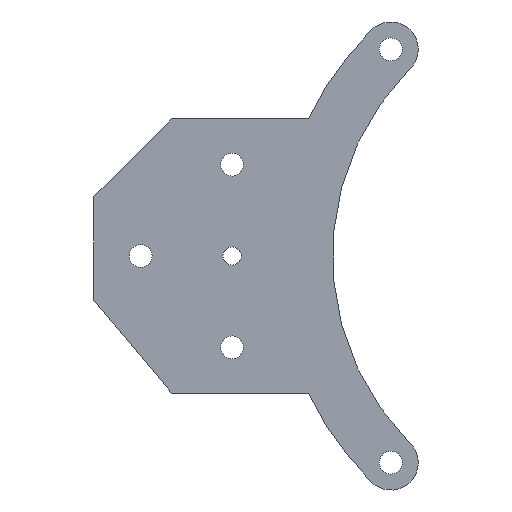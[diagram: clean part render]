
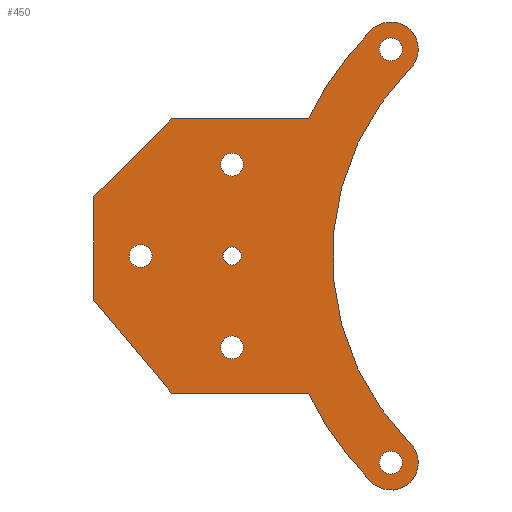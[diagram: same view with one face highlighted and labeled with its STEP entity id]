
A CAD part, left-side view. The second image highlights one B-rep face of the part: STEP entity #450.
In plain terms, the highlighted planar face has unit normal (-1, 0, 0).
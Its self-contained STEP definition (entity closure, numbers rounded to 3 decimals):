
#1=CARTESIAN_POINT('',(0.,45.255,-45.255));
#2=DIRECTION('',(-1.,0.,0.));
#3=DIRECTION('',(0.,-1.,0.));
#4=AXIS2_PLACEMENT_3D('',#1,#2,#3);
#6=CARTESIAN_POINT('',(0.,45.255,-45.255));
#7=DIRECTION('',(-1.,0.,0.));
#8=DIRECTION('',(0.,1.,0.));
#9=AXIS2_PLACEMENT_3D('',#6,#7,#8);
#11=CARTESIAN_POINT('',(0.,45.255,45.255));
#12=DIRECTION('',(-1.,0.,0.));
#13=DIRECTION('',(0.,-1.,0.));
#14=AXIS2_PLACEMENT_3D('',#11,#12,#13);
#16=CARTESIAN_POINT('',(0.,45.255,45.255));
#17=DIRECTION('',(-1.,0.,0.));
#18=DIRECTION('',(0.,1.,0.));
#19=AXIS2_PLACEMENT_3D('',#16,#17,#18);
#21=CARTESIAN_POINT('',(0.,0.,0.));
#22=DIRECTION('',(1.,0.,0.));
#23=DIRECTION('',(0.,0.707,-0.707));
#24=AXIS2_PLACEMENT_3D('',#21,#22,#23);
#26=DIRECTION('',(0.,1.,0.));
#27=VECTOR('',#26,30.);
#28=CARTESIAN_POINT('',(0.,63.246,-30.));
#29=LINE('',#28,#27);
#30=DIRECTION('',(0.,0.643,0.766));
#31=VECTOR('',#30,26.447);
#32=CARTESIAN_POINT('',(0.,93.246,-30.));
#33=LINE('',#32,#31);
#34=DIRECTION('',(0.,0.,1.));
#35=VECTOR('',#34,22.74);
#36=CARTESIAN_POINT('',(0.,110.246,-9.74));
#37=LINE('',#36,#35);
#38=DIRECTION('',(0.,-0.707,0.707));
#39=VECTOR('',#38,24.042);
#40=CARTESIAN_POINT('',(0.,110.246,13.));
#41=LINE('',#40,#39);
#42=DIRECTION('',(0.,-1.,0.));
#43=VECTOR('',#42,30.);
#44=CARTESIAN_POINT('',(0.,93.246,30.));
#45=LINE('',#44,#43);
#46=CARTESIAN_POINT('',(0.,0.,0.));
#47=DIRECTION('',(1.,0.,0.));
#48=DIRECTION('',(0.,0.904,0.429));
#49=AXIS2_PLACEMENT_3D('',#46,#47,#48);
#51=CARTESIAN_POINT('',(0.,45.255,45.255));
#52=DIRECTION('',(1.,0.,0.));
#53=DIRECTION('',(0.,0.707,0.707));
#54=AXIS2_PLACEMENT_3D('',#51,#52,#53);
#56=CARTESIAN_POINT('',(0.,0.,0.));
#57=DIRECTION('',(-1.,0.,0.));
#58=DIRECTION('',(0.,0.707,0.707));
#59=AXIS2_PLACEMENT_3D('',#56,#57,#58);
#61=CARTESIAN_POINT('',(0.,45.255,-45.255));
#62=DIRECTION('',(1.,0.,0.));
#63=DIRECTION('',(0.,-0.707,0.707));
#64=AXIS2_PLACEMENT_3D('',#61,#62,#63);
#66=CARTESIAN_POINT('',(0.,100.,0.));
#67=DIRECTION('',(1.,0.,0.));
#68=DIRECTION('',(0.,-1.,0.));
#69=AXIS2_PLACEMENT_3D('',#66,#67,#68);
#71=CARTESIAN_POINT('',(0.,100.,0.));
#72=DIRECTION('',(1.,0.,0.));
#73=DIRECTION('',(0.,1.,0.));
#74=AXIS2_PLACEMENT_3D('',#71,#72,#73);
#76=CARTESIAN_POINT('',(0.,80.,-20.));
#77=DIRECTION('',(1.,0.,0.));
#78=DIRECTION('',(0.,-1.,0.));
#79=AXIS2_PLACEMENT_3D('',#76,#77,#78);
#81=CARTESIAN_POINT('',(0.,80.,-20.));
#82=DIRECTION('',(1.,0.,0.));
#83=DIRECTION('',(0.,1.,0.));
#84=AXIS2_PLACEMENT_3D('',#81,#82,#83);
#86=CARTESIAN_POINT('',(0.,80.,20.));
#87=DIRECTION('',(1.,0.,0.));
#88=DIRECTION('',(0.,-1.,0.));
#89=AXIS2_PLACEMENT_3D('',#86,#87,#88);
#91=CARTESIAN_POINT('',(0.,80.,20.));
#92=DIRECTION('',(1.,0.,0.));
#93=DIRECTION('',(0.,1.,0.));
#94=AXIS2_PLACEMENT_3D('',#91,#92,#93);
#96=CARTESIAN_POINT('',(0.,80.,0.));
#97=DIRECTION('',(1.,0.,0.));
#98=DIRECTION('',(0.,-1.,0.));
#99=AXIS2_PLACEMENT_3D('',#96,#97,#98);
#101=CARTESIAN_POINT('',(0.,80.,0.));
#102=DIRECTION('',(1.,0.,0.));
#103=DIRECTION('',(0.,1.,0.));
#104=AXIS2_PLACEMENT_3D('',#101,#102,#103);
#299=CARTESIAN_POINT('',(0.,42.755,-45.255));
#300=CARTESIAN_POINT('',(0.,47.755,-45.255));
#301=VERTEX_POINT('',#299);
#302=VERTEX_POINT('',#300);
#303=CARTESIAN_POINT('',(0.,42.755,45.255));
#304=CARTESIAN_POINT('',(0.,47.755,45.255));
#305=VERTEX_POINT('',#303);
#306=VERTEX_POINT('',#304);
#307=CARTESIAN_POINT('',(0.,49.497,49.497));
#308=CARTESIAN_POINT('',(0.,41.012,41.012));
#309=VERTEX_POINT('',#307);
#310=VERTEX_POINT('',#308);
#311=CARTESIAN_POINT('',(0.,41.012,-41.012));
#312=VERTEX_POINT('',#311);
#313=CARTESIAN_POINT('',(0.,49.497,-49.497));
#314=VERTEX_POINT('',#313);
#331=CARTESIAN_POINT('',(0.,63.246,-30.));
#333=VERTEX_POINT('',#331);
#335=CARTESIAN_POINT('',(0.,63.246,30.));
#337=VERTEX_POINT('',#335);
#339=CARTESIAN_POINT('',(0.,93.246,-30.));
#340=VERTEX_POINT('',#339);
#341=CARTESIAN_POINT('',(0.,93.246,30.));
#342=VERTEX_POINT('',#341);
#347=CARTESIAN_POINT('',(0.,110.246,-9.74));
#348=CARTESIAN_POINT('',(0.,110.246,13.));
#349=VERTEX_POINT('',#347);
#350=VERTEX_POINT('',#348);
#355=CARTESIAN_POINT('',(0.,97.5,0.));
#356=CARTESIAN_POINT('',(0.,102.5,0.));
#357=VERTEX_POINT('',#355);
#358=VERTEX_POINT('',#356);
#359=CARTESIAN_POINT('',(0.,77.5,-20.));
#360=CARTESIAN_POINT('',(0.,82.5,-20.));
#361=VERTEX_POINT('',#359);
#362=VERTEX_POINT('',#360);
#363=CARTESIAN_POINT('',(0.,77.5,20.));
#364=CARTESIAN_POINT('',(0.,82.5,20.));
#365=VERTEX_POINT('',#363);
#366=VERTEX_POINT('',#364);
#379=CARTESIAN_POINT('',(0.,78.,0.));
#380=CARTESIAN_POINT('',(0.,82.,0.));
#381=VERTEX_POINT('',#379);
#382=VERTEX_POINT('',#380);
#387=CARTESIAN_POINT('',(0.,0.,0.));
#388=DIRECTION('',(1.,0.,0.));
#389=DIRECTION('',(0.,-1.,0.));
#390=AXIS2_PLACEMENT_3D('',#387,#388,#389);
#391=PLANE('',#390);
#393=ORIENTED_EDGE('',*,*,#392,.T.);
#395=ORIENTED_EDGE('',*,*,#394,.T.);
#397=ORIENTED_EDGE('',*,*,#396,.T.);
#399=ORIENTED_EDGE('',*,*,#398,.T.);
#401=ORIENTED_EDGE('',*,*,#400,.T.);
#403=ORIENTED_EDGE('',*,*,#402,.T.);
#405=ORIENTED_EDGE('',*,*,#404,.T.);
#407=ORIENTED_EDGE('',*,*,#406,.T.);
#409=ORIENTED_EDGE('',*,*,#408,.T.);
#411=ORIENTED_EDGE('',*,*,#410,.T.);
#412=EDGE_LOOP('',(#393,#395,#397,#399,#401,#403,#405,#407,#409,#411));
#413=FACE_OUTER_BOUND('',#412,.F.);
#415=ORIENTED_EDGE('',*,*,#414,.T.);
#417=ORIENTED_EDGE('',*,*,#416,.T.);
#418=EDGE_LOOP('',(#415,#417));
#419=FACE_BOUND('',#418,.F.);
#421=ORIENTED_EDGE('',*,*,#420,.T.);
#423=ORIENTED_EDGE('',*,*,#422,.T.);
#424=EDGE_LOOP('',(#421,#423));
#425=FACE_BOUND('',#424,.F.);
#427=ORIENTED_EDGE('',*,*,#426,.F.);
#429=ORIENTED_EDGE('',*,*,#428,.F.);
#430=EDGE_LOOP('',(#427,#429));
#431=FACE_BOUND('',#430,.F.);
#433=ORIENTED_EDGE('',*,*,#432,.F.);
#435=ORIENTED_EDGE('',*,*,#434,.F.);
#436=EDGE_LOOP('',(#433,#435));
#437=FACE_BOUND('',#436,.F.);
#439=ORIENTED_EDGE('',*,*,#438,.F.);
#441=ORIENTED_EDGE('',*,*,#440,.F.);
#442=EDGE_LOOP('',(#439,#441));
#443=FACE_BOUND('',#442,.F.);
#445=ORIENTED_EDGE('',*,*,#444,.F.);
#447=ORIENTED_EDGE('',*,*,#446,.F.);
#448=EDGE_LOOP('',(#445,#447));
#449=FACE_BOUND('',#448,.F.);
#450=ADVANCED_FACE('',(#413,#419,#425,#431,#437,#443,#449),#391,.F.);
#5=CIRCLE('',#4,2.5);
#10=CIRCLE('',#9,2.5);
#15=CIRCLE('',#14,2.5);
#20=CIRCLE('',#19,2.5);
#25=CIRCLE('',#24,70.);
#50=CIRCLE('',#49,70.);
#55=CIRCLE('',#54,6.);
#60=CIRCLE('',#59,58.);
#65=CIRCLE('',#64,6.);
#70=CIRCLE('',#69,2.5);
#75=CIRCLE('',#74,2.5);
#80=CIRCLE('',#79,2.5);
#85=CIRCLE('',#84,2.5);
#90=CIRCLE('',#89,2.5);
#95=CIRCLE('',#94,2.5);
#100=CIRCLE('',#99,2.);
#105=CIRCLE('',#104,2.);
#392=EDGE_CURVE('',#314,#333,#25,.T.);
#394=EDGE_CURVE('',#333,#340,#29,.T.);
#396=EDGE_CURVE('',#340,#349,#33,.T.);
#398=EDGE_CURVE('',#349,#350,#37,.T.);
#400=EDGE_CURVE('',#350,#342,#41,.T.);
#402=EDGE_CURVE('',#342,#337,#45,.T.);
#404=EDGE_CURVE('',#337,#309,#50,.T.);
#406=EDGE_CURVE('',#309,#310,#55,.T.);
#408=EDGE_CURVE('',#310,#312,#60,.T.);
#410=EDGE_CURVE('',#312,#314,#65,.T.);
#414=EDGE_CURVE('',#305,#306,#15,.T.);
#416=EDGE_CURVE('',#306,#305,#20,.T.);
#420=EDGE_CURVE('',#301,#302,#5,.T.);
#422=EDGE_CURVE('',#302,#301,#10,.T.);
#426=EDGE_CURVE('',#357,#358,#70,.T.);
#428=EDGE_CURVE('',#358,#357,#75,.T.);
#432=EDGE_CURVE('',#361,#362,#80,.T.);
#434=EDGE_CURVE('',#362,#361,#85,.T.);
#438=EDGE_CURVE('',#365,#366,#90,.T.);
#440=EDGE_CURVE('',#366,#365,#95,.T.);
#444=EDGE_CURVE('',#381,#382,#100,.T.);
#446=EDGE_CURVE('',#382,#381,#105,.T.);
